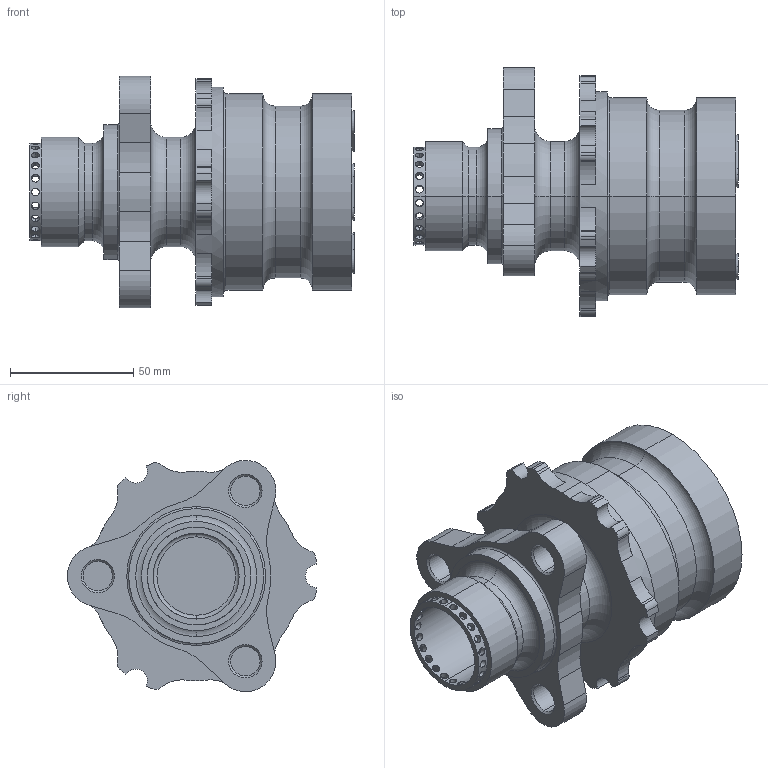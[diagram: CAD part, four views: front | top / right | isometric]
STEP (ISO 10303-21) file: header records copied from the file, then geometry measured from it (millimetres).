
FILE_DESCRIPTION (( 'STEP AP214' ), '1' );
FILE_NAME ('RearHubs_NFR25.STEP', '2025-03-18T16:16:19', ( '' ), ( '' ), 'SwSTEP 2.0', 'SolidWorks 2024', '' );
FILE_SCHEMA (( 'AUTOMOTIVE_DESIGN' ));
Length unit declared in the file: inch
Products named in the file (1): RearHubs_NFR25
Bounding box: 132.03 x 101.28 x 94.02 mm (x, y, z)
Volume: 282931.5 mm3; surface area: 67811.9 mm2
Topology: 1 solids, 1 shells, 282 faces, 724 edges, 464 vertices
Faces by surface type: cylinder 179, plane 52, torus 43, cone 8
Entity records: 10942 total; most frequent: CARTESIAN_POINT 3803, DIRECTION 1573, ORIENTED_EDGE 1448, EDGE_CURVE 724, AXIS2_PLACEMENT_3D 654, VERTEX_POINT 464, CIRCLE 371, EDGE_LOOP 346
